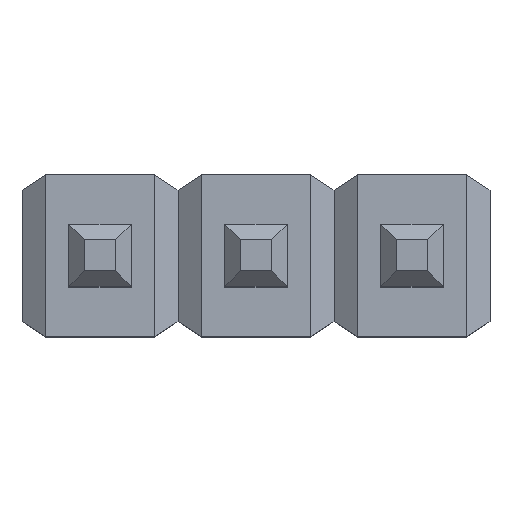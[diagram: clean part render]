
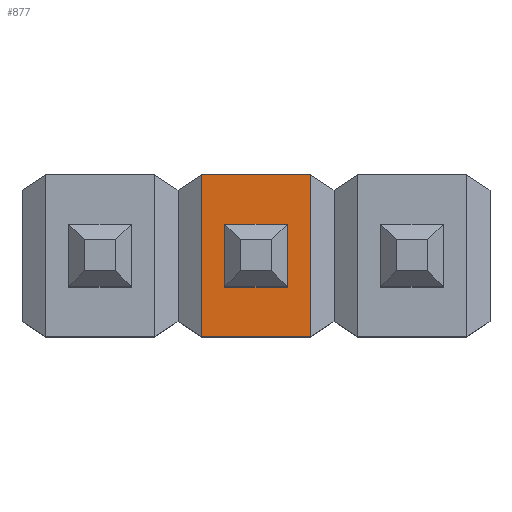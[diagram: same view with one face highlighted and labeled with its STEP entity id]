
A CAD part, top view. The second image highlights one B-rep face of the part: STEP entity #877.
In plain terms, the highlighted planar face has unit normal (0, 0, 1).
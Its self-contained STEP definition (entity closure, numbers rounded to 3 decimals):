
#849=CARTESIAN_POINT('',(3.429,1.321,2.574));
#848=VERTEX_POINT('',#849);
#859=CARTESIAN_POINT('',(3.429,-1.321,2.574));
#858=VERTEX_POINT('',#859);
#857=EDGE_CURVE('',#858,#848,#862,.T.);
#862=LINE('',#859,#864);
#864=VECTOR('',#865,2.642);
#865=DIRECTION('',(0.0,1.0,0.0));
#877=ADVANCED_FACE('',(#883),#878,.T.);
#878=PLANE('',#879);
#879=AXIS2_PLACEMENT_3D('',#880,#881,#882);
#880=CARTESIAN_POINT('',(1.651,-1.321,2.574));
#881=DIRECTION('',(0.0,0.0,1.0));
#882=DIRECTION('',(0.,1.,0.));
#883=FACE_OUTER_BOUND('',#884,.T.);
#884=EDGE_LOOP('',(#885,#895,#905,#915));
#890=CARTESIAN_POINT('',(1.651,-1.321,2.574));
#889=VERTEX_POINT('',#890);
#886=EDGE_CURVE('',#858,#889,#891,.T.);
#891=LINE('',#859,#893);
#893=VECTOR('',#894,1.778);
#894=DIRECTION('',(-1.0,0.0,0.0));
#885=ORIENTED_EDGE('',*,*,#886,.F.);
#895=ORIENTED_EDGE('',*,*,#857,.T.);
#908=CARTESIAN_POINT('',(1.651,1.321,2.574));
#907=VERTEX_POINT('',#908);
#906=EDGE_CURVE('',#907,#848,#911,.T.);
#911=LINE('',#908,#913);
#913=VECTOR('',#914,1.778);
#914=DIRECTION('',(1.0,0.0,0.0));
#905=ORIENTED_EDGE('',*,*,#906,.F.);
#916=EDGE_CURVE('',#889,#907,#921,.T.);
#921=LINE('',#890,#923);
#923=VECTOR('',#924,2.642);
#924=DIRECTION('',(0.0,1.0,0.0));
#915=ORIENTED_EDGE('',*,*,#916,.F.);
